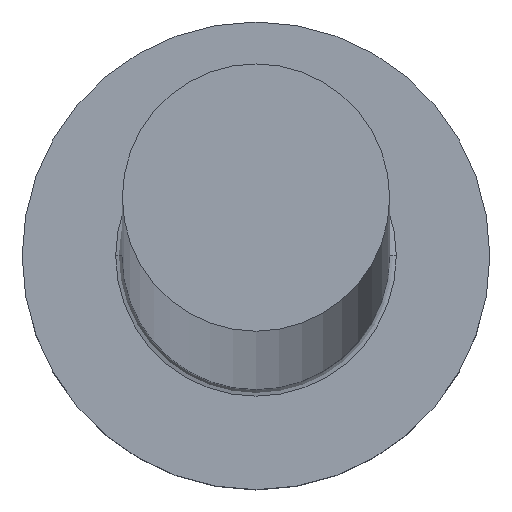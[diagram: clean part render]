
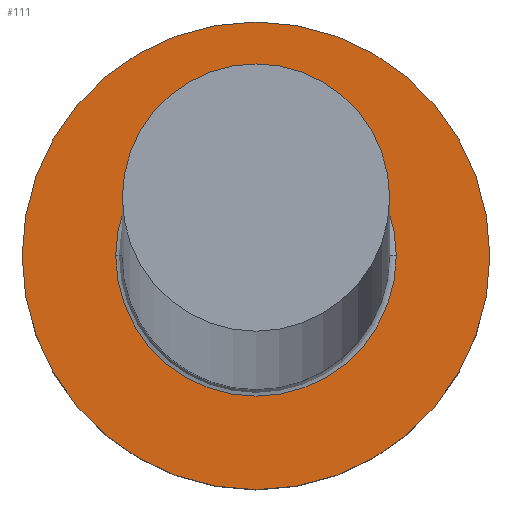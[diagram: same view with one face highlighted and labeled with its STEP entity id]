
A CAD part, top view. The second image highlights one B-rep face of the part: STEP entity #111.
In plain terms, the highlighted planar face has unit normal (0, 0, 1).
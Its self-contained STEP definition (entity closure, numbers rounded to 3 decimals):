
#12 = CARTESIAN_POINT ( 'NONE',  ( 0., 0., 5. ) ) ;
#17 = FACE_BOUND ( 'NONE', #190, .T. ) ;
#24 = CARTESIAN_POINT ( 'NONE',  ( -4.2, 0., 5. ) ) ;
#32 = VERTEX_POINT ( 'NONE', #248 ) ;
#39 = EDGE_CURVE ( 'NONE', #140, #32, #115, .T. ) ;
#62 = CARTESIAN_POINT ( 'NONE',  ( 4.2, 0., 5. ) ) ;
#78 = VERTEX_POINT ( 'NONE', #62 ) ;
#83 = CARTESIAN_POINT ( 'NONE',  ( 0., 0., 5. ) ) ;
#89 = DIRECTION ( 'NONE',  ( 0., 0., 1. ) ) ;
#101 = ORIENTED_EDGE ( 'NONE', *, *, #133, .T. ) ;
#108 = CARTESIAN_POINT ( 'NONE',  ( -7., 0., 5. ) ) ;
#111 = ADVANCED_FACE ( 'NONE', ( #17, #198 ), #291, .T. ) ;
#113 = DIRECTION ( 'NONE',  ( 0., 0., -1. ) ) ;
#115 = CIRCLE ( 'NONE', #203, 7. ) ;
#122 = ORIENTED_EDGE ( 'NONE', *, *, #300, .T. ) ;
#126 = ORIENTED_EDGE ( 'NONE', *, *, #39, .T. ) ;
#131 = DIRECTION ( 'NONE',  ( 0., 0., 1. ) ) ;
#133 = EDGE_CURVE ( 'NONE', #78, #282, #158, .T. ) ;
#140 = VERTEX_POINT ( 'NONE', #108 ) ;
#154 = DIRECTION ( 'NONE',  ( 0., 0., 1. ) ) ;
#158 = CIRCLE ( 'NONE', #265, 4.2 ) ;
#171 = CIRCLE ( 'NONE', #225, 4.2 ) ;
#174 = DIRECTION ( 'NONE',  ( 0., 0., -1. ) ) ;
#186 = CARTESIAN_POINT ( 'NONE',  ( 0., 0., 5. ) ) ;
#190 = EDGE_LOOP ( 'NONE', ( #101, #260 ) ) ;
#195 = EDGE_CURVE ( 'NONE', #282, #78, #171, .T. ) ;
#198 = FACE_OUTER_BOUND ( 'NONE', #258, .T. ) ;
#203 = AXIS2_PLACEMENT_3D ( 'NONE', #244, #131, #270 ) ;
#205 = DIRECTION ( 'NONE',  ( 1., 0., 0. ) ) ;
#207 = DIRECTION ( 'NONE',  ( 1., 0., 0. ) ) ;
#212 = AXIS2_PLACEMENT_3D ( 'NONE', #186, #89, #207 ) ;
#224 = CIRCLE ( 'NONE', #212, 7. ) ;
#225 = AXIS2_PLACEMENT_3D ( 'NONE', #301, #113, #205 ) ;
#244 = CARTESIAN_POINT ( 'NONE',  ( 0., 0., 5. ) ) ;
#248 = CARTESIAN_POINT ( 'NONE',  ( 7., 0., 5. ) ) ;
#251 = AXIS2_PLACEMENT_3D ( 'NONE', #83, #154, #292 ) ;
#258 = EDGE_LOOP ( 'NONE', ( #126, #122 ) ) ;
#260 = ORIENTED_EDGE ( 'NONE', *, *, #195, .T. ) ;
#263 = DIRECTION ( 'NONE',  ( 1., 0., 0. ) ) ;
#265 = AXIS2_PLACEMENT_3D ( 'NONE', #12, #174, #263 ) ;
#270 = DIRECTION ( 'NONE',  ( 1., 0., 0. ) ) ;
#282 = VERTEX_POINT ( 'NONE', #24 ) ;
#291 = PLANE ( 'NONE',  #251 ) ;
#292 = DIRECTION ( 'NONE',  ( 1., 0., 0. ) ) ;
#300 = EDGE_CURVE ( 'NONE', #32, #140, #224, .T. ) ;
#301 = CARTESIAN_POINT ( 'NONE',  ( 0., 0., 5. ) ) ;
